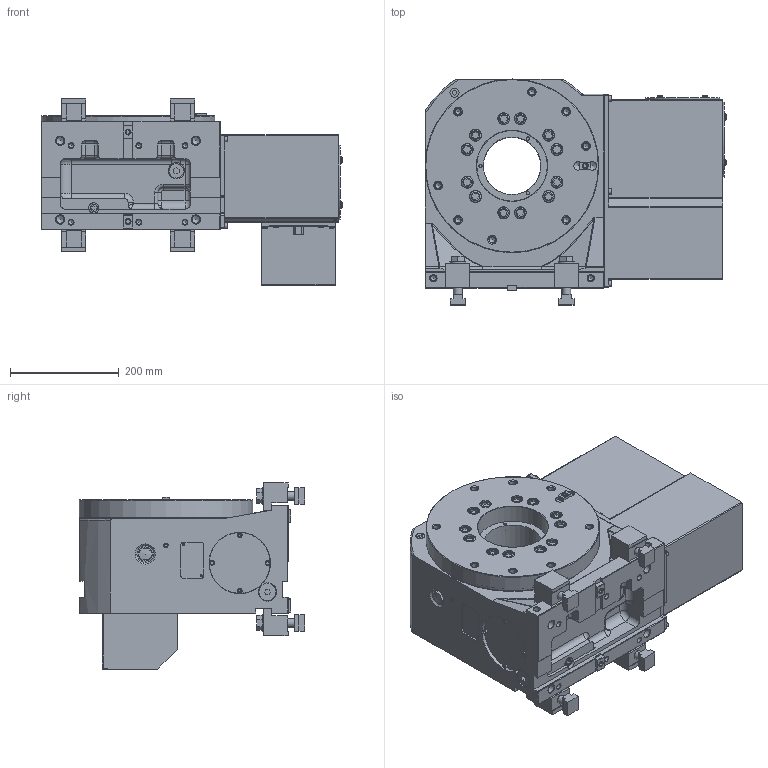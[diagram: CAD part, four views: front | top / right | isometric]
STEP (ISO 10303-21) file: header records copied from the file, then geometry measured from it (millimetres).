
FILE_DESCRIPTION(/* description */ ('Unknown'),/* implementation_level */ '2;1');
FILE_NAME(/* name */ 'OUTSIDE VIEW(61E2622390)GT320RAE01',/* time_stamp */ '2016-03-16T09:27:16+00:00',/* author */ ('Unknown'),/* organization */ ('Unknown'),/* preprocessor_version */ 'ST-DEVELOPER v16',/* originating_system */ 'DEX',/* authorisation */ $);
FILE_SCHEMA (('AUTOMOTIVE_DESIGN {1 0 10303 214 3 1 1}'));
Length unit declared in the file: millimetre
Products named in the file (1): OUTSIDE VIEW(61E2622390)GT320RAE01
Bounding box: 555.7 x 416 x 343 mm (x, y, z)
Volume: 33140015.1 mm3; surface area: 1272235.2 mm2
Topology: 1 solids, 33 shells, 1528 faces, 3434 edges, 2203 vertices
Faces by surface type: plane 967, cylinder 355, cone 116, torus 35, sphere 31, bspline 24
Full cylindrical faces by diameter (mm): 4 x2, 5 x19, 6 x25, 6.6 x2, 7 x6, 8 x9, 8.019 x1, 8.5 x10, 8.566 x1, 9 x16, 10 x23, 10.2 x4, 10.7 x1, 10.8 x8, 11 x5, 12 x24, 13 x10, 13.157 x3, 13.8 x1, 14 x19, 16 x14, 16.662 x2, 18 x1, 19 x1, 20 x2, 21 x13, 22 x12, 26 x1, 26.441 x2, 30 x6
Entity records: 41440 total; most frequent: CARTESIAN_POINT 8881, DIRECTION 6829, ORIENTED_EDGE 5826, EDGE_CURVE 2913, AXIS2_PLACEMENT_3D 2456, FACE_BOUND 2222, EDGE_LOOP 2192, VERTEX_POINT 2117
